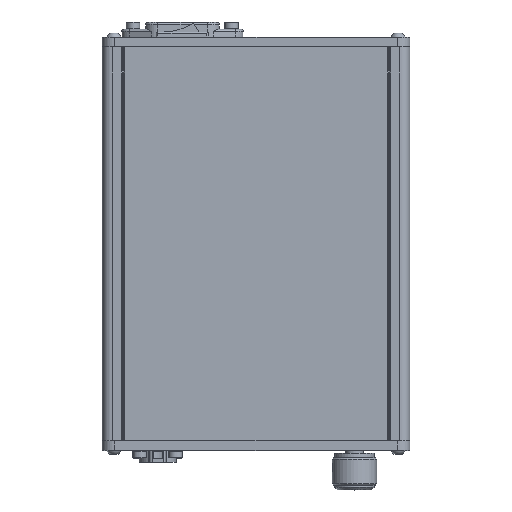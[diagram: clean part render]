
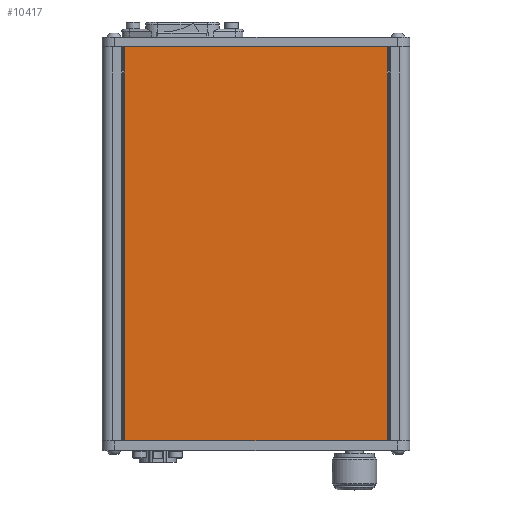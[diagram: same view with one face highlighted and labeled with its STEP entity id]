
A CAD part, top view. The second image highlights one B-rep face of the part: STEP entity #10417.
In plain terms, the highlighted face is planar.
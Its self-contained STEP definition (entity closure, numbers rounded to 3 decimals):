
#9941 = VERTEX_POINT('',#9942);
#9942 = CARTESIAN_POINT('',(53.265,0.,-80.));
#9949 = EDGE_CURVE('',#9950,#9941,#9952,.T.);
#9950 = VERTEX_POINT('',#9951);
#9951 = CARTESIAN_POINT('',(-53.265,0.,-80.));
#9952 = LINE('',#9953,#9954);
#9953 = CARTESIAN_POINT('',(53.265,0.,-80.));
#9954 = VECTOR('',#9955,1.);
#9955 = DIRECTION('',(1.,0.,0.));
#10398 = EDGE_CURVE('',#10399,#9941,#10401,.T.);
#10399 = VERTEX_POINT('',#10400);
#10400 = CARTESIAN_POINT('',(53.265,0.,80.));
#10401 = LINE('',#10402,#10403);
#10402 = CARTESIAN_POINT('',(53.265,0.,0.));
#10403 = VECTOR('',#10404,1.);
#10404 = DIRECTION('',(0.,0.,-1.));
#10417 = ADVANCED_FACE('',(#10418),#10436,.T.);
#10418 = FACE_BOUND('',#10419,.T.);
#10419 = EDGE_LOOP('',(#10420,#10428,#10434,#10435));
#10420 = ORIENTED_EDGE('',*,*,#10421,.T.);
#10421 = EDGE_CURVE('',#10399,#10422,#10424,.T.);
#10422 = VERTEX_POINT('',#10423);
#10423 = CARTESIAN_POINT('',(-53.265,0.,80.));
#10424 = LINE('',#10425,#10426);
#10425 = CARTESIAN_POINT('',(53.265,0.,80.));
#10426 = VECTOR('',#10427,1.);
#10427 = DIRECTION('',(-1.,0.,0.));
#10428 = ORIENTED_EDGE('',*,*,#10429,.T.);
#10429 = EDGE_CURVE('',#10422,#9950,#10430,.T.);
#10430 = LINE('',#10431,#10432);
#10431 = CARTESIAN_POINT('',(-53.265,0.,0.));
#10432 = VECTOR('',#10433,1.);
#10433 = DIRECTION('',(0.,0.,-1.));
#10434 = ORIENTED_EDGE('',*,*,#9949,.T.);
#10435 = ORIENTED_EDGE('',*,*,#10398,.F.);
#10436 = PLANE('',#10437);
#10437 = AXIS2_PLACEMENT_3D('',#10438,#10439,#10440);
#10438 = CARTESIAN_POINT('',(53.265,0.,0.));
#10439 = DIRECTION('',(0.,-1.,0.));
#10440 = DIRECTION('',(0.,0.,-1.));
